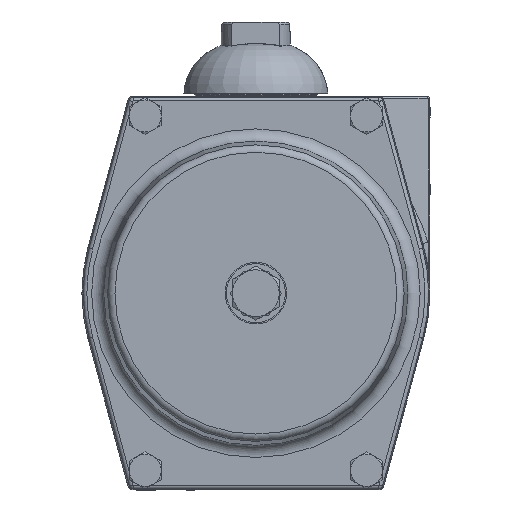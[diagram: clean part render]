
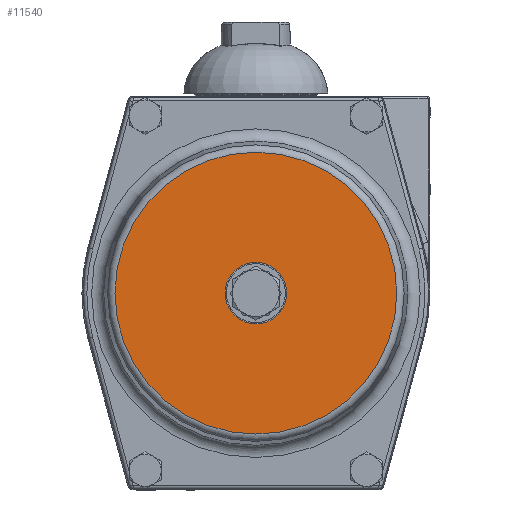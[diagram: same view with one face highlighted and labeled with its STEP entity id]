
A CAD part, front view. The second image highlights one B-rep face of the part: STEP entity #11540.
In plain terms, the highlighted planar face has unit normal (0, -1, 0).
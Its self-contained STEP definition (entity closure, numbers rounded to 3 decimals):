
#2526=ORIENTED_EDGE('',*,*,#5873,.T.);
#2527=ORIENTED_EDGE('',*,*,#5846,.T.);
#5846=EDGE_CURVE('',#7693,#7693,#8907,.T.);
#5873=EDGE_CURVE('',#7709,#7709,#8916,.T.);
#7693=VERTEX_POINT('',#16830);
#7709=VERTEX_POINT('',#16886);
#8907=CIRCLE('',#12651,57.27);
#8916=CIRCLE('',#12673,12.5);
#9495=EDGE_LOOP('',(#2526));
#9496=EDGE_LOOP('',(#2527));
#10401=FACE_BOUND('',#9495,.T.);
#10402=FACE_BOUND('',#9496,.T.);
#11300=PLANE('',#12672);
#11540=ADVANCED_FACE('',(#10401,#10402),#11300,.T.);
#12651=AXIS2_PLACEMENT_3D('',#16829,#13893,#13894);
#12672=AXIS2_PLACEMENT_3D('',#16884,#13953,#13954);
#12673=AXIS2_PLACEMENT_3D('',#16885,#13955,#13956);
#13893=DIRECTION('',(0.,-1.,0.));
#13894=DIRECTION('',(1.,0.,0.));
#13953=DIRECTION('',(0.,-1.,0.));
#13954=DIRECTION('',(1.,0.,0.));
#13955=DIRECTION('',(0.,1.,0.));
#13956=DIRECTION('',(1.,0.,0.));
#16829=CARTESIAN_POINT('',(0.,-150.5,0.));
#16830=CARTESIAN_POINT('',(57.27,-150.5,0.));
#16884=CARTESIAN_POINT('',(0.,-150.5,0.));
#16885=CARTESIAN_POINT('',(0.,-150.5,0.));
#16886=CARTESIAN_POINT('',(12.5,-150.5,0.));
